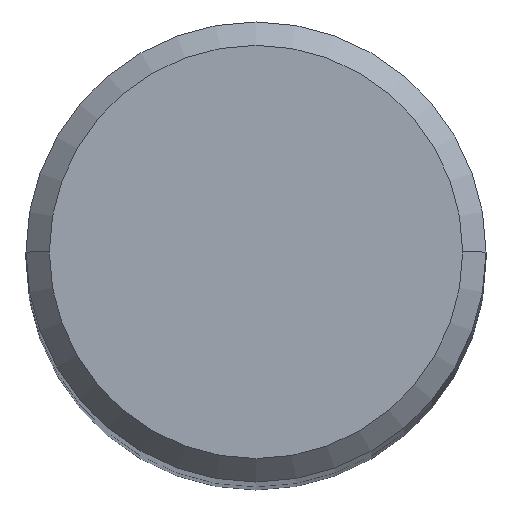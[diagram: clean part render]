
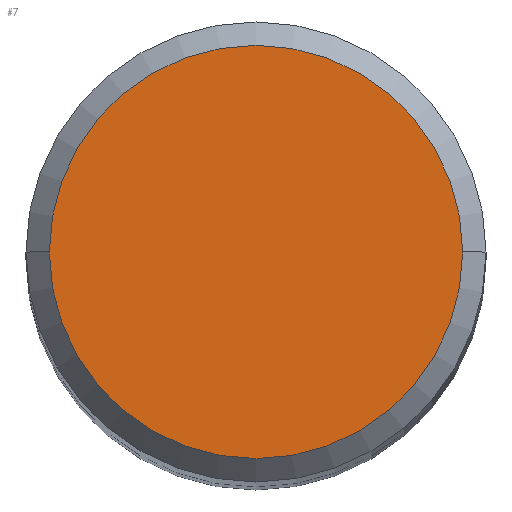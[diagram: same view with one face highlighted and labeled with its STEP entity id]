
A CAD part, top view. The second image highlights one B-rep face of the part: STEP entity #7.
In plain terms, the highlighted planar face has unit normal (0, 0, 1).
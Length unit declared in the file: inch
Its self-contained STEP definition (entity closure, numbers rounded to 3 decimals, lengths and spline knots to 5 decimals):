
#7 = ADVANCED_FACE ( 'NONE', ( #336 ), #92, .F. ) ;
#10 = CIRCLE ( 'NONE', #129, 0.17685 ) ;
#29 = CARTESIAN_POINT ( 'NONE',  ( 0., 0.17685, 0. ) ) ;
#59 = CARTESIAN_POINT ( 'NONE',  ( -0.17685, 0., 0. ) ) ;
#92 = PLANE ( 'NONE',  #147 ) ;
#94 = DIRECTION ( 'NONE',  ( 0., 0., 1. ) ) ;
#108 = DIRECTION ( 'NONE',  ( 1., 0., 0. ) ) ;
#127 = EDGE_LOOP ( 'NONE', ( #230, #308 ) ) ;
#129 = AXIS2_PLACEMENT_3D ( 'NONE', #342, #94, #204 ) ;
#139 = VERTEX_POINT ( 'NONE', #59 ) ;
#140 = EDGE_CURVE ( 'NONE', #139, #172, #10, .T. ) ;
#147 = AXIS2_PLACEMENT_3D ( 'NONE', #29, #196, #304 ) ;
#172 = VERTEX_POINT ( 'NONE', #321 ) ;
#189 = DIRECTION ( 'NONE',  ( 0., 0., 1. ) ) ;
#196 = DIRECTION ( 'NONE',  ( 0., 0., -1. ) ) ;
#204 = DIRECTION ( 'NONE',  ( 1., 0., 0. ) ) ;
#230 = ORIENTED_EDGE ( 'NONE', *, *, #140, .T. ) ;
#254 = EDGE_CURVE ( 'NONE', #172, #139, #319, .T. ) ;
#304 = DIRECTION ( 'NONE',  ( -1., 0., 0. ) ) ;
#308 = ORIENTED_EDGE ( 'NONE', *, *, #254, .T. ) ;
#309 = AXIS2_PLACEMENT_3D ( 'NONE', #360, #189, #108 ) ;
#319 = CIRCLE ( 'NONE', #309, 0.17685 ) ;
#321 = CARTESIAN_POINT ( 'NONE',  ( 0.17685, 0., 0. ) ) ;
#336 = FACE_OUTER_BOUND ( 'NONE', #127, .T. ) ;
#342 = CARTESIAN_POINT ( 'NONE',  ( 0., 0., 0. ) ) ;
#360 = CARTESIAN_POINT ( 'NONE',  ( 0., 0., 0. ) ) ;
